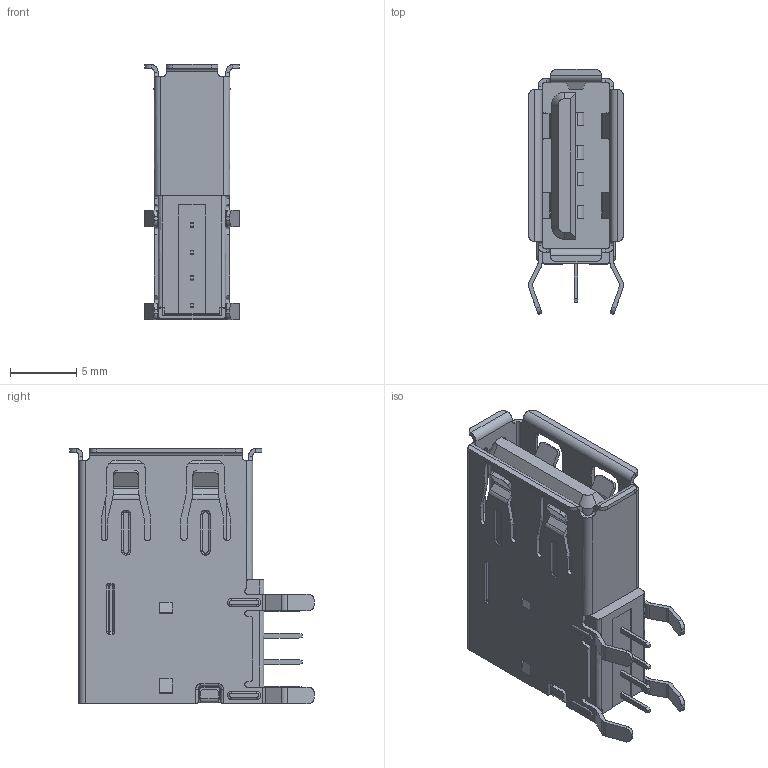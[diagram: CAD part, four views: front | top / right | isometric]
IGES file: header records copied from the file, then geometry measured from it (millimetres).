
Start section: SolidWorks IGES file using analytic representation for surfaces
Global section: file name: KUSBXHT-SLAS1N-O30-HRF_A.IGS; native system: SolidWorks 2018; preprocessor: SolidWorks 2018; author: Ckelleher; date: 190805.155304; units: millimetre
Bounding box: 7.2 x 18.45 x 19.25 mm (x, y, z)
Surface area: 1706.9 mm2 (no closed solid volume)
Topology: 0 solids, 0 shells, 741 faces, 5642 edges, 5604 vertices
Faces by surface type: bspline 399, revolution 342
